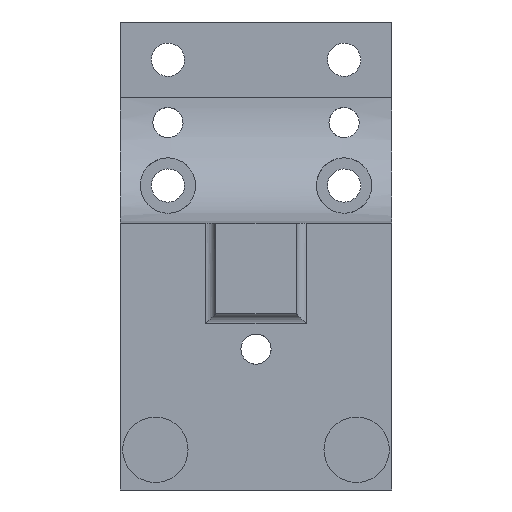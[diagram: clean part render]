
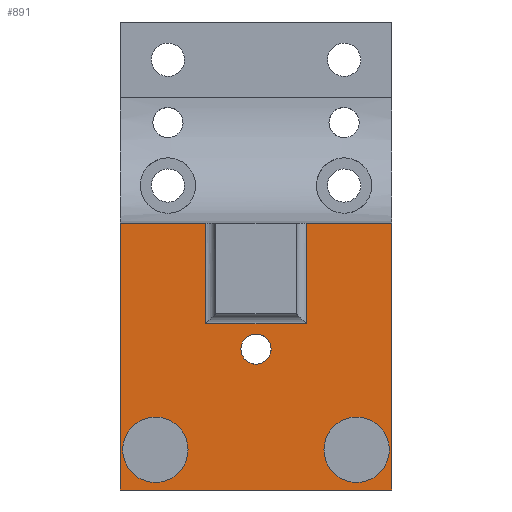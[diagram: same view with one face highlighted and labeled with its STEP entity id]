
A CAD part, front view. The second image highlights one B-rep face of the part: STEP entity #891.
In plain terms, the highlighted planar face has unit normal (0, -1, 0).
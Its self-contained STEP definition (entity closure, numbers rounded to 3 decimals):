
#794=AXIS2_PLACEMENT_3D('Plane Axis2P3D',#791,#792,#793) ;
#839=AXIS2_PLACEMENT_3D('Circle Axis2P3D',#837,#838,$) ;
#848=AXIS2_PLACEMENT_3D('Circle Axis2P3D',#846,#847,$) ;
#857=AXIS2_PLACEMENT_3D('Circle Axis2P3D',#855,#856,$) ;
#866=AXIS2_PLACEMENT_3D('Circle Axis2P3D',#864,#865,$) ;
#875=AXIS2_PLACEMENT_3D('Circle Axis2P3D',#873,#874,$) ;
#884=AXIS2_PLACEMENT_3D('Circle Axis2P3D',#882,#883,$) ;
#78=CARTESIAN_POINT('Vertex',(27.,-18.,25.)) ;
#81=CARTESIAN_POINT('Line Origine',(27.,-18.,-1.5)) ;
#85=CARTESIAN_POINT('Vertex',(27.,-18.,-28.)) ;
#656=CARTESIAN_POINT('Vertex',(-10.,-18.,25.)) ;
#686=CARTESIAN_POINT('Vertex',(10.,-18.,25.)) ;
#689=CARTESIAN_POINT('Line Origine',(18.5,-18.,25.)) ;
#698=CARTESIAN_POINT('Vertex',(-27.,-18.,25.)) ;
#701=CARTESIAN_POINT('Line Origine',(-18.5,-18.,25.)) ;
#791=CARTESIAN_POINT('Axis2P3D Location',(0.,-18.,25.)) ;
#796=CARTESIAN_POINT('Line Origine',(-27.,-18.,-1.5)) ;
#800=CARTESIAN_POINT('Vertex',(-27.,-18.,-28.)) ;
#803=CARTESIAN_POINT('Line Origine',(0.,-18.,-28.)) ;
#808=CARTESIAN_POINT('Line Origine',(10.,-18.,15.)) ;
#812=CARTESIAN_POINT('Vertex',(10.,-18.,5.)) ;
#815=CARTESIAN_POINT('Line Origine',(0.,-18.,5.)) ;
#819=CARTESIAN_POINT('Vertex',(-10.,-18.,5.)) ;
#822=CARTESIAN_POINT('Line Origine',(-10.,-18.,15.)) ;
#837=CARTESIAN_POINT('Axis2P3D Location',(-20.,-18.,-20.)) ;
#841=CARTESIAN_POINT('Vertex',(-13.5,-18.,-20.)) ;
#843=CARTESIAN_POINT('Vertex',(-26.5,-18.,-20.)) ;
#846=CARTESIAN_POINT('Axis2P3D Location',(-20.,-18.,-20.)) ;
#855=CARTESIAN_POINT('Axis2P3D Location',(20.,-18.,-20.)) ;
#859=CARTESIAN_POINT('Vertex',(26.5,-18.,-20.)) ;
#861=CARTESIAN_POINT('Vertex',(13.5,-18.,-20.)) ;
#864=CARTESIAN_POINT('Axis2P3D Location',(20.,-18.,-20.)) ;
#873=CARTESIAN_POINT('Axis2P3D Location',(0.,-18.,0.)) ;
#877=CARTESIAN_POINT('Vertex',(-2.633,-18.,1.438)) ;
#879=CARTESIAN_POINT('Vertex',(2.633,-18.,-1.438)) ;
#882=CARTESIAN_POINT('Axis2P3D Location',(0.,-18.,0.)) ;
#82=DIRECTION('Vector Direction',(0.,0.,-1.)) ;
#690=DIRECTION('Vector Direction',(1.,0.,0.)) ;
#702=DIRECTION('Vector Direction',(1.,0.,0.)) ;
#792=DIRECTION('Axis2P3D Direction',(0.,-1.,0.)) ;
#793=DIRECTION('Axis2P3D XDirection',(0.,0.,-1.)) ;
#797=DIRECTION('Vector Direction',(0.,0.,-1.)) ;
#804=DIRECTION('Vector Direction',(1.,0.,0.)) ;
#809=DIRECTION('Vector Direction',(0.,0.,1.)) ;
#816=DIRECTION('Vector Direction',(-1.,0.,0.)) ;
#823=DIRECTION('Vector Direction',(0.,0.,-1.)) ;
#838=DIRECTION('Axis2P3D Direction',(0.,-1.,0.)) ;
#847=DIRECTION('Axis2P3D Direction',(0.,-1.,0.)) ;
#856=DIRECTION('Axis2P3D Direction',(0.,-1.,0.)) ;
#865=DIRECTION('Axis2P3D Direction',(0.,-1.,0.)) ;
#874=DIRECTION('Axis2P3D Direction',(0.,-1.,0.)) ;
#883=DIRECTION('Axis2P3D Direction',(0.,-1.,0.)) ;
#83=VECTOR('Line Direction',#82,1.) ;
#691=VECTOR('Line Direction',#690,1.) ;
#703=VECTOR('Line Direction',#702,1.) ;
#798=VECTOR('Line Direction',#797,1.) ;
#805=VECTOR('Line Direction',#804,1.) ;
#810=VECTOR('Line Direction',#809,1.) ;
#817=VECTOR('Line Direction',#816,1.) ;
#824=VECTOR('Line Direction',#823,1.) ;
#828=ORIENTED_EDGE('',*,*,#705,.F.) ;
#829=ORIENTED_EDGE('',*,*,#802,.T.) ;
#830=ORIENTED_EDGE('',*,*,#807,.T.) ;
#831=ORIENTED_EDGE('',*,*,#87,.F.) ;
#832=ORIENTED_EDGE('',*,*,#693,.F.) ;
#833=ORIENTED_EDGE('',*,*,#814,.T.) ;
#834=ORIENTED_EDGE('',*,*,#821,.T.) ;
#835=ORIENTED_EDGE('',*,*,#826,.T.) ;
#852=ORIENTED_EDGE('',*,*,#845,.F.) ;
#853=ORIENTED_EDGE('',*,*,#850,.F.) ;
#870=ORIENTED_EDGE('',*,*,#863,.F.) ;
#871=ORIENTED_EDGE('',*,*,#868,.F.) ;
#888=ORIENTED_EDGE('',*,*,#881,.F.) ;
#889=ORIENTED_EDGE('',*,*,#886,.F.) ;
#854=FACE_BOUND('',#851,.T.) ;
#872=FACE_BOUND('',#869,.T.) ;
#890=FACE_BOUND('',#887,.T.) ;
#891=ADVANCED_FACE('PartBody',(#836,#854,#872,#890),#795,.T.) ;
#840=CIRCLE('generated circle',#839,6.5) ;
#849=CIRCLE('generated circle',#848,6.5) ;
#858=CIRCLE('generated circle',#857,6.5) ;
#867=CIRCLE('generated circle',#866,6.5) ;
#876=CIRCLE('generated circle',#875,3.) ;
#885=CIRCLE('generated circle',#884,3.) ;
#87=EDGE_CURVE('',#79,#86,#84,.T.) ;
#693=EDGE_CURVE('',#687,#79,#692,.T.) ;
#705=EDGE_CURVE('',#699,#657,#704,.T.) ;
#802=EDGE_CURVE('',#699,#801,#799,.T.) ;
#807=EDGE_CURVE('',#801,#86,#806,.T.) ;
#814=EDGE_CURVE('',#687,#813,#811,.F.) ;
#821=EDGE_CURVE('',#813,#820,#818,.T.) ;
#826=EDGE_CURVE('',#820,#657,#825,.F.) ;
#845=EDGE_CURVE('',#842,#844,#840,.T.) ;
#850=EDGE_CURVE('',#844,#842,#849,.T.) ;
#863=EDGE_CURVE('',#860,#862,#858,.T.) ;
#868=EDGE_CURVE('',#862,#860,#867,.T.) ;
#881=EDGE_CURVE('',#878,#880,#876,.T.) ;
#886=EDGE_CURVE('',#880,#878,#885,.T.) ;
#827=EDGE_LOOP('',(#828,#829,#830,#831,#832,#833,#834,#835)) ;
#851=EDGE_LOOP('',(#852,#853)) ;
#869=EDGE_LOOP('',(#870,#871)) ;
#887=EDGE_LOOP('',(#888,#889)) ;
#836=FACE_OUTER_BOUND('',#827,.T.) ;
#84=LINE('Line',#81,#83) ;
#692=LINE('Line',#689,#691) ;
#704=LINE('Line',#701,#703) ;
#799=LINE('Line',#796,#798) ;
#806=LINE('Line',#803,#805) ;
#811=LINE('Line',#808,#810) ;
#818=LINE('Line',#815,#817) ;
#825=LINE('Line',#822,#824) ;
#795=PLANE('',#794) ;
#79=VERTEX_POINT('',#78) ;
#86=VERTEX_POINT('',#85) ;
#657=VERTEX_POINT('',#656) ;
#687=VERTEX_POINT('',#686) ;
#699=VERTEX_POINT('',#698) ;
#801=VERTEX_POINT('',#800) ;
#813=VERTEX_POINT('',#812) ;
#820=VERTEX_POINT('',#819) ;
#842=VERTEX_POINT('',#841) ;
#844=VERTEX_POINT('',#843) ;
#860=VERTEX_POINT('',#859) ;
#862=VERTEX_POINT('',#861) ;
#878=VERTEX_POINT('',#877) ;
#880=VERTEX_POINT('',#879) ;
